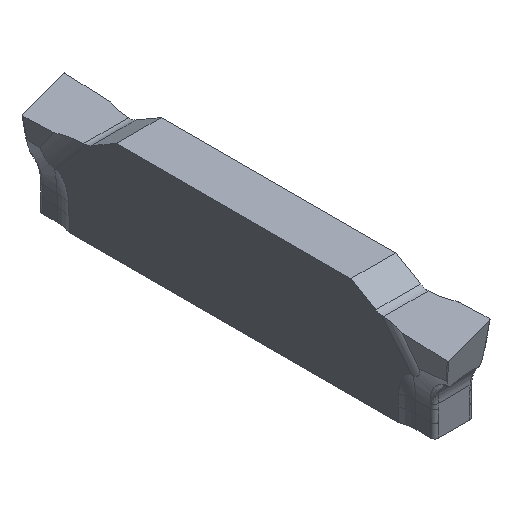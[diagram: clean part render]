
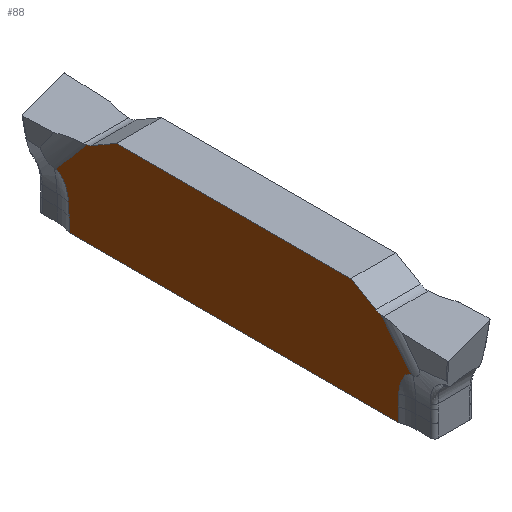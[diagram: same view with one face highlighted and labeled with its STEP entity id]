
A CAD part, isometric view. The second image highlights one B-rep face of the part: STEP entity #88.
In plain terms, the highlighted planar face has unit normal (-1, 0, 0).
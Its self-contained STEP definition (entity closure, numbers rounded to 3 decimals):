
#88=ADVANCED_FACE('',(#180),#156,.T.);
#156=PLANE('',#1415);
#180=FACE_OUTER_BOUND('',#248,.T.);
#248=EDGE_LOOP('',(#319,#320,#321,#322,#323,#324,#325,#326,#327,#328,#329,
#330,#331,#332));
#319=ORIENTED_EDGE('',*,*,#787,.F.);
#320=ORIENTED_EDGE('',*,*,#788,.T.);
#321=ORIENTED_EDGE('',*,*,#789,.F.);
#322=ORIENTED_EDGE('',*,*,#790,.T.);
#323=ORIENTED_EDGE('',*,*,#791,.T.);
#324=ORIENTED_EDGE('',*,*,#792,.T.);
#325=ORIENTED_EDGE('',*,*,#786,.F.);
#326=ORIENTED_EDGE('',*,*,#793,.T.);
#327=ORIENTED_EDGE('',*,*,#794,.F.);
#328=ORIENTED_EDGE('',*,*,#795,.F.);
#329=ORIENTED_EDGE('',*,*,#796,.F.);
#330=ORIENTED_EDGE('',*,*,#797,.F.);
#331=ORIENTED_EDGE('',*,*,#798,.F.);
#332=ORIENTED_EDGE('',*,*,#799,.T.);
#672=VERTEX_POINT('',#1932);
#674=VERTEX_POINT('',#1936);
#675=VERTEX_POINT('',#1940);
#676=VERTEX_POINT('',#1941);
#677=VERTEX_POINT('',#1946);
#678=VERTEX_POINT('',#1960);
#679=VERTEX_POINT('',#1962);
#680=VERTEX_POINT('',#1964);
#681=VERTEX_POINT('',#1967);
#682=VERTEX_POINT('',#1969);
#683=VERTEX_POINT('',#1971);
#684=VERTEX_POINT('',#1985);
#685=VERTEX_POINT('',#1990);
#686=VERTEX_POINT('',#1992);
#786=EDGE_CURVE('',#674,#672,#1167,.T.);
#787=EDGE_CURVE('',#675,#676,#1168,.T.);
#788=EDGE_CURVE('',#675,#677,#973,.T.);
#789=EDGE_CURVE('',#678,#677,#974,.T.);
#790=EDGE_CURVE('',#678,#679,#1169,.T.);
#791=EDGE_CURVE('',#679,#680,#1035,.T.);
#792=EDGE_CURVE('',#680,#672,#1170,.T.);
#793=EDGE_CURVE('',#674,#681,#1171,.T.);
#794=EDGE_CURVE('',#682,#681,#1036,.T.);
#795=EDGE_CURVE('',#683,#682,#1172,.T.);
#796=EDGE_CURVE('',#684,#683,#975,.T.);
#797=EDGE_CURVE('',#685,#684,#976,.T.);
#798=EDGE_CURVE('',#686,#685,#1173,.T.);
#799=EDGE_CURVE('',#686,#676,#1174,.T.);
#973=B_SPLINE_CURVE_WITH_KNOTS('',3,(#1942,#1943,#1944,#1945),
 .UNSPECIFIED.,.F.,.F.,(4,4),(0.,1.),.UNSPECIFIED.);
#974=B_SPLINE_CURVE_WITH_KNOTS('',3,(#1947,#1948,#1949,#1950,#1951,#1952,
#1953,#1954,#1955,#1956,#1957,#1958,#1959),.UNSPECIFIED.,.F.,.F.,(4,1,1,
1,1,1,1,1,1,1,4),(0.,0.1,0.2,0.3,0.4,0.5,0.6,0.7,0.8,0.9,1.),
 .UNSPECIFIED.);
#975=B_SPLINE_CURVE_WITH_KNOTS('',3,(#1972,#1973,#1974,#1975,#1976,#1977,
#1978,#1979,#1980,#1981,#1982,#1983,#1984),.UNSPECIFIED.,.F.,.F.,(4,1,1,
1,1,1,1,1,1,1,4),(0.,0.1,0.2,0.3,0.4,0.5,0.6,0.7,0.8,0.9,1.),
 .UNSPECIFIED.);
#976=B_SPLINE_CURVE_WITH_KNOTS('',3,(#1986,#1987,#1988,#1989),
 .UNSPECIFIED.,.F.,.F.,(4,4),(0.,1.),.UNSPECIFIED.);
#1035=CIRCLE('',#1413,0.8);
#1036=CIRCLE('',#1414,0.8);
#1167=LINE('',#1937,#1255);
#1168=LINE('',#1939,#1256);
#1169=LINE('',#1961,#1257);
#1170=LINE('',#1965,#1258);
#1171=LINE('',#1966,#1259);
#1172=LINE('',#1970,#1260);
#1173=LINE('',#1991,#1261);
#1174=LINE('',#1993,#1262);
#1255=VECTOR('',#1551,1.);
#1256=VECTOR('',#1554,1.);
#1257=VECTOR('',#1555,1.);
#1258=VECTOR('',#1558,1.);
#1259=VECTOR('',#1559,1.);
#1260=VECTOR('',#1562,1.);
#1261=VECTOR('',#1563,1.);
#1262=VECTOR('',#1564,1.);
#1413=AXIS2_PLACEMENT_3D('',#1963,#1556,#1557);
#1414=AXIS2_PLACEMENT_3D('',#1968,#1560,#1561);
#1415=AXIS2_PLACEMENT_3D('',#1994,#1565,#1566);
#1551=DIRECTION('',(0.,-1.,0.));
#1554=DIRECTION('',(0.,0.,-1.));
#1555=DIRECTION('',(0.,0.643,0.766));
#1556=DIRECTION('',(1.,0.,0.));
#1557=DIRECTION('',(0.,0.169,-0.986));
#1558=DIRECTION('',(0.,0.866,0.5));
#1559=DIRECTION('',(0.,0.866,-0.5));
#1560=DIRECTION('',(-1.,0.,0.));
#1561=DIRECTION('',(0.,-0.169,-0.986));
#1562=DIRECTION('',(0.,-0.643,0.766));
#1563=DIRECTION('',(0.,0.,1.));
#1564=DIRECTION('',(0.,-1.,0.));
#1565=DIRECTION('',(-1.,0.,0.));
#1566=DIRECTION('',(0.,1.,0.));
#1932=CARTESIAN_POINT('',(-1.15,4.47,0.85));
#1936=CARTESIAN_POINT('',(-1.15,16.533,0.85));
#1937=CARTESIAN_POINT('',(-1.15,16.533,0.85));
#1939=CARTESIAN_POINT('',(-1.15,2.029,-3.651));
#1940=CARTESIAN_POINT('',(-1.15,2.029,-3.651));
#1941=CARTESIAN_POINT('',(-1.15,2.029,-4.35));
#1942=CARTESIAN_POINT('',(-1.15,2.029,-3.651));
#1943=CARTESIAN_POINT('',(-1.15,2.02,-3.45));
#1944=CARTESIAN_POINT('',(-1.15,2.012,-3.249));
#1945=CARTESIAN_POINT('',(-1.15,2.003,-3.048));
#1946=CARTESIAN_POINT('',(-1.15,2.003,-3.048));
#1947=CARTESIAN_POINT('',(-1.15,1.343,-1.866));
#1948=CARTESIAN_POINT('',(-1.15,1.371,-1.871));
#1949=CARTESIAN_POINT('',(-1.15,1.427,-1.886));
#1950=CARTESIAN_POINT('',(-1.15,1.516,-1.929));
#1951=CARTESIAN_POINT('',(-1.15,1.603,-1.993));
#1952=CARTESIAN_POINT('',(-1.15,1.687,-2.079));
#1953=CARTESIAN_POINT('',(-1.15,1.767,-2.19));
#1954=CARTESIAN_POINT('',(-1.15,1.84,-2.323));
#1955=CARTESIAN_POINT('',(-1.15,1.903,-2.48));
#1956=CARTESIAN_POINT('',(-1.15,1.953,-2.655));
#1957=CARTESIAN_POINT('',(-1.15,1.988,-2.845));
#1958=CARTESIAN_POINT('',(-1.15,2.,-2.979));
#1959=CARTESIAN_POINT('',(-1.15,2.003,-3.048));
#1960=CARTESIAN_POINT('',(-1.15,1.343,-1.866));
#1961=CARTESIAN_POINT('',(-1.15,1.343,-1.866));
#1962=CARTESIAN_POINT('',(-1.15,2.919,0.012));
#1963=CARTESIAN_POINT('',(-1.15,2.783,0.8));
#1964=CARTESIAN_POINT('',(-1.15,3.183,0.107));
#1965=CARTESIAN_POINT('',(-1.15,3.183,0.107));
#1966=CARTESIAN_POINT('',(-1.15,16.533,0.85));
#1967=CARTESIAN_POINT('',(-1.15,17.82,0.107));
#1968=CARTESIAN_POINT('',(-1.15,18.22,0.8));
#1969=CARTESIAN_POINT('',(-1.15,18.084,0.012));
#1970=CARTESIAN_POINT('',(-1.15,19.66,-1.866));
#1971=CARTESIAN_POINT('',(-1.15,19.66,-1.866));
#1972=CARTESIAN_POINT('',(-1.15,19.,-3.048));
#1973=CARTESIAN_POINT('',(-1.15,19.003,-2.979));
#1974=CARTESIAN_POINT('',(-1.15,19.015,-2.846));
#1975=CARTESIAN_POINT('',(-1.15,19.05,-2.656));
#1976=CARTESIAN_POINT('',(-1.15,19.099,-2.482));
#1977=CARTESIAN_POINT('',(-1.15,19.162,-2.324));
#1978=CARTESIAN_POINT('',(-1.15,19.235,-2.19));
#1979=CARTESIAN_POINT('',(-1.15,19.316,-2.08));
#1980=CARTESIAN_POINT('',(-1.15,19.4,-1.994));
#1981=CARTESIAN_POINT('',(-1.15,19.487,-1.929));
#1982=CARTESIAN_POINT('',(-1.15,19.576,-1.886));
#1983=CARTESIAN_POINT('',(-1.15,19.632,-1.871));
#1984=CARTESIAN_POINT('',(-1.15,19.66,-1.866));
#1985=CARTESIAN_POINT('',(-1.15,19.,-3.048));
#1986=CARTESIAN_POINT('',(-1.15,18.974,-3.651));
#1987=CARTESIAN_POINT('',(-1.15,18.983,-3.45));
#1988=CARTESIAN_POINT('',(-1.15,18.991,-3.249));
#1989=CARTESIAN_POINT('',(-1.15,19.,-3.048));
#1990=CARTESIAN_POINT('',(-1.15,18.974,-3.651));
#1991=CARTESIAN_POINT('',(-1.15,18.974,-4.35));
#1992=CARTESIAN_POINT('',(-1.15,18.974,-4.35));
#1993=CARTESIAN_POINT('',(-1.15,18.974,-4.35));
#1994=CARTESIAN_POINT('',(-1.15,9.969,0.85));
